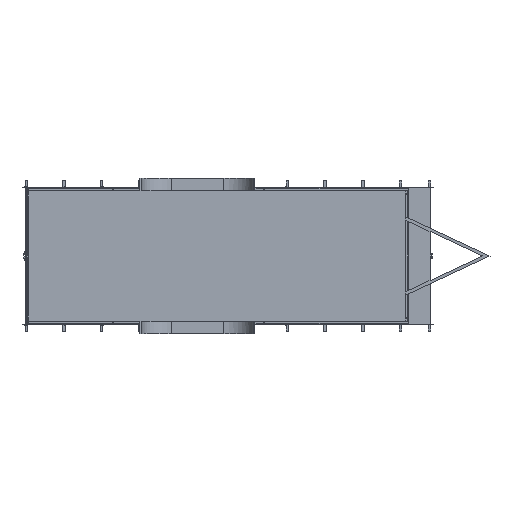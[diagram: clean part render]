
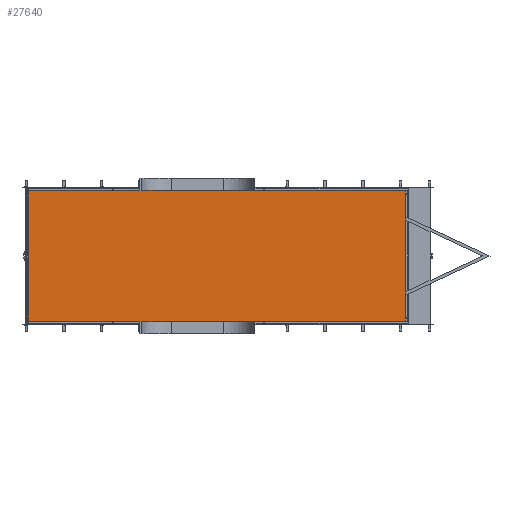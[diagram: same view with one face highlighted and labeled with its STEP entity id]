
A CAD part, front view. The second image highlights one B-rep face of the part: STEP entity #27640.
In plain terms, the highlighted planar face has unit normal (0, -1, 0).
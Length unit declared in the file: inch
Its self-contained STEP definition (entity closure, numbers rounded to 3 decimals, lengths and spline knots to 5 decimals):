
#4484=FACE_OUTER_BOUND('',#5967,.T.);
#5967=EDGE_LOOP('',(#22076,#22077,#22078,#22079,#22080,#22081,#22082,#22083,
#22084,#22085,#22086,#22087,#22088,#22089,#22090,#22091,#22092,#22093,#22094,
#22095,#22096,#22097,#22098,#22099,#22100,#22101,#22102,#22103));
#8143=LINE('',#45257,#10802);
#8147=LINE('',#45277,#10806);
#8149=LINE('',#45282,#10808);
#8161=LINE('',#45314,#10820);
#8164=LINE('',#45325,#10823);
#8165=LINE('',#45329,#10824);
#8170=LINE('',#45338,#10829);
#8172=LINE('',#45347,#10831);
#8173=LINE('',#45350,#10832);
#8176=LINE('',#45360,#10835);
#8178=LINE('',#45367,#10837);
#8188=LINE('',#45398,#10847);
#8195=LINE('',#45417,#10854);
#8196=LINE('',#45420,#10855);
#8200=LINE('',#45429,#10859);
#8204=LINE('',#45437,#10863);
#8206=LINE('',#45441,#10865);
#8209=LINE('',#45447,#10868);
#8213=LINE('',#45456,#10872);
#8217=LINE('',#45465,#10876);
#8218=LINE('',#45467,#10877);
#8219=LINE('',#45469,#10878);
#8220=LINE('',#45471,#10879);
#8221=LINE('',#45472,#10880);
#8224=LINE('',#45476,#10883);
#8226=LINE('',#45479,#10885);
#8228=LINE('',#45482,#10887);
#8230=LINE('',#45485,#10889);
#10802=VECTOR('',#36877,0.3937);
#10806=VECTOR('',#36895,0.3937);
#10808=VECTOR('',#36901,0.3937);
#10820=VECTOR('',#36931,0.3937);
#10823=VECTOR('',#36948,0.3937);
#10824=VECTOR('',#36953,0.3937);
#10829=VECTOR('',#36960,0.3937);
#10831=VECTOR('',#36968,0.3937);
#10832=VECTOR('',#36971,0.3937);
#10835=VECTOR('',#36980,0.3937);
#10837=VECTOR('',#36986,0.3937);
#10847=VECTOR('',#37018,0.3937);
#10854=VECTOR('',#37041,0.3937);
#10855=VECTOR('',#37044,0.3937);
#10859=VECTOR('',#37050,0.3937);
#10863=VECTOR('',#37056,0.3937);
#10865=VECTOR('',#37060,0.3937);
#10868=VECTOR('',#37065,0.3937);
#10872=VECTOR('',#37071,0.3937);
#10876=VECTOR('',#37077,0.3937);
#10877=VECTOR('',#37078,0.3937);
#10878=VECTOR('',#37079,0.3937);
#10879=VECTOR('',#37080,0.3937);
#10880=VECTOR('',#37081,0.3937);
#10883=VECTOR('',#37086,0.3937);
#10885=VECTOR('',#37090,0.3937);
#10887=VECTOR('',#37094,0.3937);
#10889=VECTOR('',#37098,0.3937);
#13425=VERTEX_POINT('',#45255);
#13426=VERTEX_POINT('',#45256);
#13434=VERTEX_POINT('',#45274);
#13435=VERTEX_POINT('',#45276);
#13442=VERTEX_POINT('',#45299);
#13447=VERTEX_POINT('',#45313);
#13449=VERTEX_POINT('',#45328);
#13452=VERTEX_POINT('',#45336);
#13454=VERTEX_POINT('',#45341);
#13456=VERTEX_POINT('',#45345);
#13457=VERTEX_POINT('',#45349);
#13461=VERTEX_POINT('',#45359);
#13463=VERTEX_POINT('',#45365);
#13464=VERTEX_POINT('',#45366);
#13478=VERTEX_POINT('',#45415);
#13479=VERTEX_POINT('',#45419);
#13481=VERTEX_POINT('',#45425);
#13483=VERTEX_POINT('',#45428);
#13485=VERTEX_POINT('',#45434);
#13487=VERTEX_POINT('',#45440);
#13489=VERTEX_POINT('',#45446);
#13491=VERTEX_POINT('',#45452);
#13493=VERTEX_POINT('',#45455);
#13495=VERTEX_POINT('',#45461);
#13497=VERTEX_POINT('',#45464);
#13498=VERTEX_POINT('',#45466);
#13499=VERTEX_POINT('',#45468);
#13500=VERTEX_POINT('',#45470);
#16463=EDGE_CURVE('',#13425,#13426,#8143,.T.);
#16472=EDGE_CURVE('',#13435,#13434,#8147,.T.);
#16475=EDGE_CURVE('',#13425,#13435,#8149,.T.);
#16491=EDGE_CURVE('',#13434,#13447,#8161,.T.);
#16498=EDGE_CURVE('',#13442,#13447,#8164,.T.);
#16499=EDGE_CURVE('',#13426,#13449,#8165,.T.);
#16504=EDGE_CURVE('',#13452,#13442,#8170,.T.);
#16508=EDGE_CURVE('',#13456,#13454,#8172,.T.);
#16509=EDGE_CURVE('',#13457,#13456,#8173,.T.);
#16514=EDGE_CURVE('',#13461,#13457,#8176,.T.);
#16517=EDGE_CURVE('',#13463,#13464,#8178,.T.);
#16533=EDGE_CURVE('',#13454,#13463,#8188,.T.);
#16543=EDGE_CURVE('',#13478,#13461,#8195,.T.);
#16544=EDGE_CURVE('',#13464,#13479,#8196,.T.);
#16548=EDGE_CURVE('',#13481,#13483,#8200,.T.);
#16552=EDGE_CURVE('',#13485,#13481,#8204,.T.);
#16554=EDGE_CURVE('',#13479,#13487,#8206,.T.);
#16557=EDGE_CURVE('',#13449,#13489,#8209,.T.);
#16561=EDGE_CURVE('',#13491,#13493,#8213,.T.);
#16565=EDGE_CURVE('',#13495,#13497,#8217,.T.);
#16566=EDGE_CURVE('',#13497,#13498,#8218,.T.);
#16567=EDGE_CURVE('',#13498,#13499,#8219,.T.);
#16568=EDGE_CURVE('',#13499,#13500,#8220,.T.);
#16569=EDGE_CURVE('',#13500,#13491,#8221,.T.);
#16572=EDGE_CURVE('',#13489,#13485,#8224,.T.);
#16574=EDGE_CURVE('',#13493,#13452,#8226,.T.);
#16576=EDGE_CURVE('',#13487,#13495,#8228,.T.);
#16578=EDGE_CURVE('',#13483,#13478,#8230,.T.);
#22076=ORIENTED_EDGE('',*,*,#16578,.F.);
#22077=ORIENTED_EDGE('',*,*,#16548,.F.);
#22078=ORIENTED_EDGE('',*,*,#16552,.F.);
#22079=ORIENTED_EDGE('',*,*,#16572,.F.);
#22080=ORIENTED_EDGE('',*,*,#16557,.F.);
#22081=ORIENTED_EDGE('',*,*,#16499,.F.);
#22082=ORIENTED_EDGE('',*,*,#16463,.F.);
#22083=ORIENTED_EDGE('',*,*,#16475,.T.);
#22084=ORIENTED_EDGE('',*,*,#16472,.T.);
#22085=ORIENTED_EDGE('',*,*,#16491,.T.);
#22086=ORIENTED_EDGE('',*,*,#16498,.F.);
#22087=ORIENTED_EDGE('',*,*,#16504,.F.);
#22088=ORIENTED_EDGE('',*,*,#16574,.F.);
#22089=ORIENTED_EDGE('',*,*,#16561,.F.);
#22090=ORIENTED_EDGE('',*,*,#16569,.F.);
#22091=ORIENTED_EDGE('',*,*,#16568,.F.);
#22092=ORIENTED_EDGE('',*,*,#16567,.F.);
#22093=ORIENTED_EDGE('',*,*,#16566,.F.);
#22094=ORIENTED_EDGE('',*,*,#16565,.F.);
#22095=ORIENTED_EDGE('',*,*,#16576,.F.);
#22096=ORIENTED_EDGE('',*,*,#16554,.F.);
#22097=ORIENTED_EDGE('',*,*,#16544,.F.);
#22098=ORIENTED_EDGE('',*,*,#16517,.F.);
#22099=ORIENTED_EDGE('',*,*,#16533,.F.);
#22100=ORIENTED_EDGE('',*,*,#16508,.F.);
#22101=ORIENTED_EDGE('',*,*,#16509,.F.);
#22102=ORIENTED_EDGE('',*,*,#16514,.F.);
#22103=ORIENTED_EDGE('',*,*,#16543,.F.);
#26410=PLANE('',#31557);
#27640=ADVANCED_FACE('',(#4484),#26410,.T.);
#31557=AXIS2_PLACEMENT_3D('',#45487,#37101,#37102);
#36877=DIRECTION('',(-1.,0.,0.));
#36895=DIRECTION('',(1.,0.,0.));
#36901=DIRECTION('',(0.,0.,-1.));
#36931=DIRECTION('',(0.,0.,1.));
#36948=DIRECTION('',(-1.,0.,0.));
#36953=DIRECTION('',(-1.,0.,0.));
#36960=DIRECTION('',(-1.,0.,0.));
#36968=DIRECTION('',(1.,0.,0.));
#36971=DIRECTION('',(0.,0.,1.));
#36980=DIRECTION('',(1.,0.,0.));
#36986=DIRECTION('',(1.,0.,0.));
#37018=DIRECTION('',(0.,0.,-1.));
#37041=DIRECTION('',(1.,0.,0.));
#37044=DIRECTION('',(1.,0.,0.));
#37050=DIRECTION('',(0.,0.,1.));
#37056=DIRECTION('',(0.,0.,1.));
#37060=DIRECTION('',(1.,0.,0.));
#37065=DIRECTION('',(-1.,0.,0.));
#37071=DIRECTION('',(0.,0.,-1.));
#37077=DIRECTION('',(0.,0.,-1.));
#37078=DIRECTION('',(0.,0.,-1.));
#37079=DIRECTION('',(0.,0.,-1.));
#37080=DIRECTION('',(0.,0.,-1.));
#37081=DIRECTION('',(0.,0.,-1.));
#37086=DIRECTION('',(0.,0.,1.));
#37090=DIRECTION('',(-1.,0.,0.));
#37094=DIRECTION('',(0.,0.,-1.));
#37098=DIRECTION('',(1.,0.,0.));
#37101=DIRECTION('center_axis',(0.,-1.,0.));
#37102=DIRECTION('ref_axis',(0.,0.,-1.));
#45255=CARTESIAN_POINT('',(-46.98561,0.,-41.46875));
#45256=CARTESIAN_POINT('',(-48.03218,0.,-41.46875));
#45257=CARTESIAN_POINT('',(119.875,0.,-41.46875));
#45274=CARTESIAN_POINT('',(22.55629,0.,-41.59375));
#45276=CARTESIAN_POINT('',(-46.98561,0.,-41.59375));
#45277=CARTESIAN_POINT('',(-46.98561,0.,-41.59375));
#45282=CARTESIAN_POINT('',(-46.98561,0.,-41.46875));
#45299=CARTESIAN_POINT('',(23.60286,0.,-41.46875));
#45313=CARTESIAN_POINT('',(22.55629,0.,-41.46875));
#45314=CARTESIAN_POINT('',(22.55629,0.,-41.46875));
#45325=CARTESIAN_POINT('',(119.875,0.,-41.46875));
#45328=CARTESIAN_POINT('',(-66.,0.,-41.46875));
#45329=CARTESIAN_POINT('',(119.875,0.,-41.46875));
#45336=CARTESIAN_POINT('',(29.875,0.,-41.46875));
#45338=CARTESIAN_POINT('',(119.875,0.,-41.46875));
#45341=CARTESIAN_POINT('',(22.55629,0.,41.59375));
#45345=CARTESIAN_POINT('',(-46.98561,0.,41.59375));
#45347=CARTESIAN_POINT('',(-46.98561,0.,41.59375));
#45349=CARTESIAN_POINT('',(-46.98561,0.,41.46875));
#45350=CARTESIAN_POINT('',(-46.98561,0.,41.46875));
#45359=CARTESIAN_POINT('',(-48.03218,0.,41.46875));
#45360=CARTESIAN_POINT('',(-119.875,0.,41.46875));
#45365=CARTESIAN_POINT('',(22.55629,0.,41.46875));
#45366=CARTESIAN_POINT('',(23.60286,0.,41.46875));
#45367=CARTESIAN_POINT('',(-119.875,0.,41.46875));
#45398=CARTESIAN_POINT('',(22.55629,0.,41.46875));
#45415=CARTESIAN_POINT('',(-66.,0.,41.46875));
#45417=CARTESIAN_POINT('',(-119.875,0.,41.46875));
#45419=CARTESIAN_POINT('',(29.875,0.,41.46875));
#45420=CARTESIAN_POINT('',(-119.875,0.,41.46875));
#45425=CARTESIAN_POINT('',(-119.875,0.,36.75));
#45428=CARTESIAN_POINT('',(-119.875,0.,41.46875));
#45429=CARTESIAN_POINT('',(-119.875,0.,-41.46875));
#45434=CARTESIAN_POINT('',(-119.875,0.,-36.75));
#45437=CARTESIAN_POINT('',(-119.875,0.,-41.46875));
#45440=CARTESIAN_POINT('',(119.875,0.,41.46875));
#45441=CARTESIAN_POINT('',(-119.875,0.,41.46875));
#45446=CARTESIAN_POINT('',(-119.875,0.,-41.46875));
#45447=CARTESIAN_POINT('',(119.875,0.,-41.46875));
#45452=CARTESIAN_POINT('',(119.875,0.,-39.25));
#45455=CARTESIAN_POINT('',(119.875,0.,-41.46875));
#45456=CARTESIAN_POINT('',(119.875,0.,41.46875));
#45461=CARTESIAN_POINT('',(119.875,0.,39.25));
#45464=CARTESIAN_POINT('',(119.875,0.,24.96875));
#45465=CARTESIAN_POINT('',(119.875,0.,41.46875));
#45466=CARTESIAN_POINT('',(119.875,0.,22.76166));
#45467=CARTESIAN_POINT('',(119.875,0.,41.46875));
#45468=CARTESIAN_POINT('',(119.875,0.,-22.76166));
#45469=CARTESIAN_POINT('',(119.875,0.,41.46875));
#45470=CARTESIAN_POINT('',(119.875,0.,-24.96875));
#45471=CARTESIAN_POINT('',(119.875,0.,41.46875));
#45472=CARTESIAN_POINT('',(119.875,0.,41.46875));
#45476=CARTESIAN_POINT('',(-119.875,0.,-41.46875));
#45479=CARTESIAN_POINT('',(119.875,0.,-41.46875));
#45482=CARTESIAN_POINT('',(119.875,0.,41.46875));
#45485=CARTESIAN_POINT('',(-119.875,0.,41.46875));
#45487=CARTESIAN_POINT('Origin',(0.,0.,0.));
